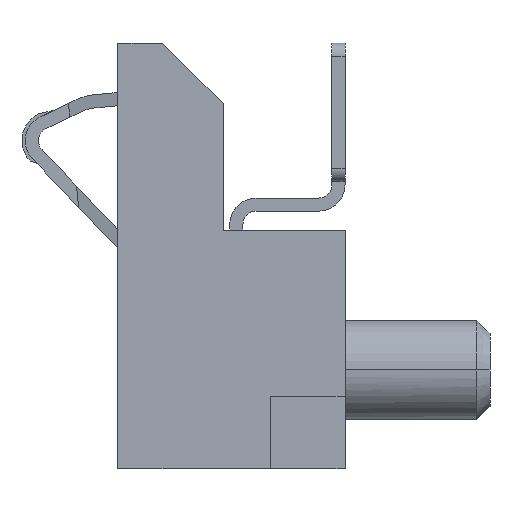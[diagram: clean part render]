
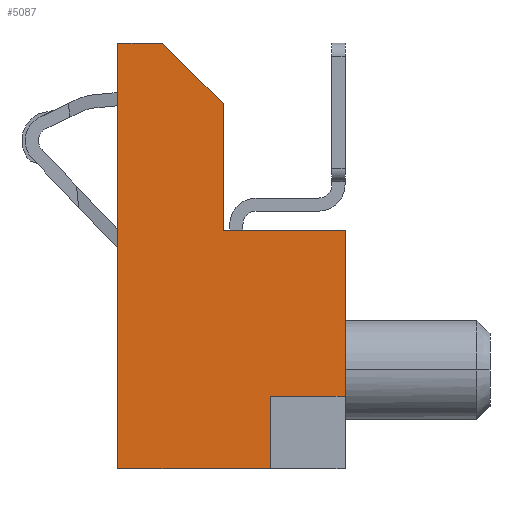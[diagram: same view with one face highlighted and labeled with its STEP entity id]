
A CAD part, left-side view. The second image highlights one B-rep face of the part: STEP entity #5087.
In plain terms, the highlighted planar face has unit normal (-1, 0, 0).
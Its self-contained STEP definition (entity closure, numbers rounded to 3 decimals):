
#1=DIRECTION('',(0.,0.,1.));
#2=VECTOR('',#1,1.1);
#3=CARTESIAN_POINT('',(-3.,-0.595,-3.23));
#4=LINE('',#3,#2);
#5=DIRECTION('',(0.,1.,0.));
#6=VECTOR('',#5,2.32);
#7=CARTESIAN_POINT('',(-3.,-0.595,-3.23));
#8=LINE('',#7,#6);
#9=DIRECTION('',(0.,0.,1.));
#10=VECTOR('',#9,6.46);
#11=CARTESIAN_POINT('',(-3.,1.725,-3.23));
#12=LINE('',#11,#10);
#13=DIRECTION('',(0.,-1.,0.));
#14=VECTOR('',#13,0.68);
#15=CARTESIAN_POINT('',(-3.,1.725,3.23));
#16=LINE('',#15,#14);
#17=DIRECTION('',(0.,-0.707,-0.707));
#18=VECTOR('',#17,1.301);
#19=CARTESIAN_POINT('',(-3.,1.045,3.23));
#20=LINE('',#19,#18);
#21=DIRECTION('',(0.,0.,-1.));
#22=VECTOR('',#21,1.93);
#23=CARTESIAN_POINT('',(-3.,0.125,2.31));
#24=LINE('',#23,#22);
#25=DIRECTION('',(0.,-1.,0.));
#26=VECTOR('',#25,1.85);
#27=CARTESIAN_POINT('',(-3.,0.125,0.38));
#28=LINE('',#27,#26);
#29=DIRECTION('',(0.,0.,-1.));
#30=VECTOR('',#29,2.51);
#31=CARTESIAN_POINT('',(-3.,-1.725,0.38));
#32=LINE('',#31,#30);
#33=DIRECTION('',(0.,1.,0.));
#34=VECTOR('',#33,1.13);
#35=CARTESIAN_POINT('',(-3.,-1.725,-2.13));
#36=LINE('',#35,#34);
#3861=CARTESIAN_POINT('',(-3.,1.725,3.23));
#3862=CARTESIAN_POINT('',(-3.,1.045,3.23));
#3863=VERTEX_POINT('',#3861);
#3864=VERTEX_POINT('',#3862);
#3865=CARTESIAN_POINT('',(-3.,0.125,2.31));
#3866=VERTEX_POINT('',#3865);
#3867=CARTESIAN_POINT('',(-3.,0.125,0.38));
#3868=VERTEX_POINT('',#3867);
#3869=CARTESIAN_POINT('',(-3.,-1.725,0.38));
#3870=VERTEX_POINT('',#3869);
#3871=CARTESIAN_POINT('',(-3.,1.725,-3.23));
#3872=VERTEX_POINT('',#3871);
#4354=CARTESIAN_POINT('',(-3.,-0.595,-3.23));
#4355=CARTESIAN_POINT('',(-3.,-0.595,-2.13));
#4356=VERTEX_POINT('',#4354);
#4357=VERTEX_POINT('',#4355);
#4358=CARTESIAN_POINT('',(-3.,-1.725,-2.13));
#4359=VERTEX_POINT('',#4358);
#5062=CARTESIAN_POINT('',(-3.,0.,0.));
#5063=DIRECTION('',(1.,0.,0.));
#5064=DIRECTION('',(0.,0.,-1.));
#5065=AXIS2_PLACEMENT_3D('',#5062,#5063,#5064);
#5066=PLANE('',#5065);
#5068=ORIENTED_EDGE('',*,*,#5067,.F.);
#5070=ORIENTED_EDGE('',*,*,#5069,.T.);
#5072=ORIENTED_EDGE('',*,*,#5071,.T.);
#5074=ORIENTED_EDGE('',*,*,#5073,.T.);
#5076=ORIENTED_EDGE('',*,*,#5075,.T.);
#5078=ORIENTED_EDGE('',*,*,#5077,.T.);
#5080=ORIENTED_EDGE('',*,*,#5079,.T.);
#5082=ORIENTED_EDGE('',*,*,#5081,.T.);
#5084=ORIENTED_EDGE('',*,*,#5083,.T.);
#5085=EDGE_LOOP('',(#5068,#5070,#5072,#5074,#5076,#5078,#5080,#5082,#5084));
#5086=FACE_OUTER_BOUND('',#5085,.F.);
#5087=ADVANCED_FACE('',(#5086),#5066,.F.);
#5067=EDGE_CURVE('',#4356,#4357,#4,.T.);
#5069=EDGE_CURVE('',#4356,#3872,#8,.T.);
#5071=EDGE_CURVE('',#3872,#3863,#12,.T.);
#5073=EDGE_CURVE('',#3863,#3864,#16,.T.);
#5075=EDGE_CURVE('',#3864,#3866,#20,.T.);
#5077=EDGE_CURVE('',#3866,#3868,#24,.T.);
#5079=EDGE_CURVE('',#3868,#3870,#28,.T.);
#5081=EDGE_CURVE('',#3870,#4359,#32,.T.);
#5083=EDGE_CURVE('',#4359,#4357,#36,.T.);
